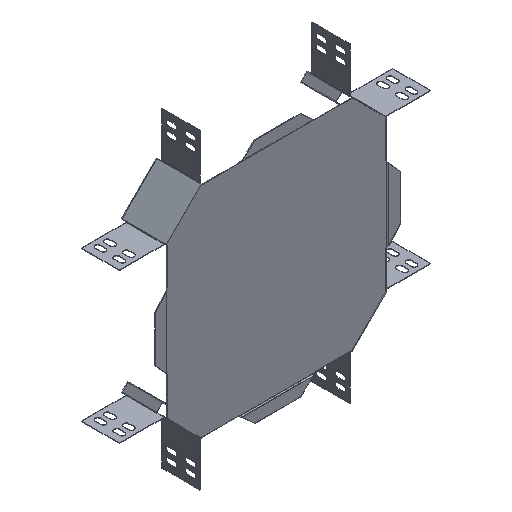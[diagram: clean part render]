
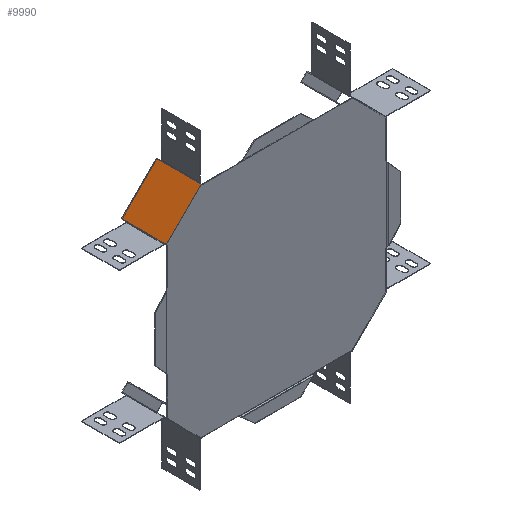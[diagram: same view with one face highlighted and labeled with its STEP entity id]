
A CAD part, isometric view. The second image highlights one B-rep face of the part: STEP entity #9990.
In plain terms, the highlighted planar face has unit normal (-0.707, 0, 0.707).
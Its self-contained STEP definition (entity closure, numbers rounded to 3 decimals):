
#8 = VECTOR ( 'NONE', #5854, 1000. ) ;
#148 = CARTESIAN_POINT ( 'NONE',  ( -145.264, 1.54, 99.302 ) ) ;
#415 = DIRECTION ( 'NONE',  ( 0., -1., 0. ) ) ;
#430 = CARTESIAN_POINT ( 'NONE',  ( -99.302, 51.54, 145.264 ) ) ;
#538 = VERTEX_POINT ( 'NONE', #6707 ) ;
#615 = ORIENTED_EDGE ( 'NONE', *, *, #1190, .F. ) ;
#833 = CARTESIAN_POINT ( 'NONE',  ( -99.302, 0., 145.264 ) ) ;
#879 = EDGE_CURVE ( 'NONE', #538, #7113, #8508, .T. ) ;
#993 = CARTESIAN_POINT ( 'NONE',  ( -99.302, 1., 145.264 ) ) ;
#1028 = DIRECTION ( 'NONE',  ( 0., 1., 0. ) ) ;
#1038 = EDGE_CURVE ( 'NONE', #3722, #5734, #4141, .T. ) ;
#1124 = EDGE_CURVE ( 'NONE', #7113, #7638, #10862, .T. ) ;
#1190 = EDGE_CURVE ( 'NONE', #8210, #3236, #10581, .T. ) ;
#1206 = EDGE_CURVE ( 'NONE', #3722, #2878, #10465, .T. ) ;
#1284 = EDGE_CURVE ( 'NONE', #5734, #6209, #10069, .T. ) ;
#1308 = EDGE_CURVE ( 'NONE', #11339, #10634, #9942, .T. ) ;
#1341 = EDGE_CURVE ( 'NONE', #11339, #2663, #9771, .T. ) ;
#1355 = EDGE_CURVE ( 'NONE', #538, #2663, #9500, .T. ) ;
#1396 = DIRECTION ( 'NONE',  ( 0., -1., 0. ) ) ;
#1443 = CARTESIAN_POINT ( 'NONE',  ( -99.302, 0., 145.264 ) ) ;
#1678 = DIRECTION ( 'NONE',  ( 0., -1., 0. ) ) ;
#1853 = CARTESIAN_POINT ( 'NONE',  ( -145.264, 1., 99.302 ) ) ;
#1965 = CARTESIAN_POINT ( 'NONE',  ( -145.264, 57., 99.302 ) ) ;
#2289 = LINE ( 'NONE', #3468, #8591 ) ;
#2617 = DIRECTION ( 'NONE',  ( 0., 1., 0. ) ) ;
#2638 = CARTESIAN_POINT ( 'NONE',  ( -145.264, 1.54, 99.302 ) ) ;
#2663 = VERTEX_POINT ( 'NONE', #10497 ) ;
#2878 = VERTEX_POINT ( 'NONE', #7612 ) ;
#2907 = DIRECTION ( 'NONE',  ( -0.707, 0., -0.707 ) ) ;
#2916 = CARTESIAN_POINT ( 'NONE',  ( -145.264, 0., 99.302 ) ) ;
#3123 = DIRECTION ( 'NONE',  ( 0., 1., 0. ) ) ;
#3236 = VERTEX_POINT ( 'NONE', #10286 ) ;
#3468 = CARTESIAN_POINT ( 'NONE',  ( -122.283, 58.7, 122.283 ) ) ;
#3491 = CARTESIAN_POINT ( 'NONE',  ( -99.302, 57., 145.264 ) ) ;
#3651 = DIRECTION ( 'NONE',  ( 0., 1., 0. ) ) ;
#3722 = VERTEX_POINT ( 'NONE', #148 ) ;
#4035 = CARTESIAN_POINT ( 'NONE',  ( -99.302, 58.7, 145.264 ) ) ;
#4141 = LINE ( 'NONE', #4285, #11276 ) ;
#4263 = DIRECTION ( 'NONE',  ( 0., -1., 0. ) ) ;
#4285 = CARTESIAN_POINT ( 'NONE',  ( -145.264, 0., 99.302 ) ) ;
#4291 = CARTESIAN_POINT ( 'NONE',  ( -145.264, -0.7, 99.302 ) ) ;
#4918 = FACE_OUTER_BOUND ( 'NONE', #5526, .T. ) ;
#4994 = LINE ( 'NONE', #11352, #7495 ) ;
#5029 = DIRECTION ( 'NONE',  ( 0.707, 0., -0.707 ) ) ;
#5526 = EDGE_LOOP ( 'NONE', ( #6098, #9537, #9489, #615, #10494, #8881, #10428, #10520, #11051, #11191, #7190, #5955 ) ) ;
#5734 = VERTEX_POINT ( 'NONE', #8961 ) ;
#5809 = CARTESIAN_POINT ( 'NONE',  ( -99.302, 0., 145.264 ) ) ;
#5854 = DIRECTION ( 'NONE',  ( 0., 1., 0. ) ) ;
#5955 = ORIENTED_EDGE ( 'NONE', *, *, #1355, .F. ) ;
#6098 = ORIENTED_EDGE ( 'NONE', *, *, #879, .T. ) ;
#6209 = VERTEX_POINT ( 'NONE', #4291 ) ;
#6707 = CARTESIAN_POINT ( 'NONE',  ( -99.302, 51.54, 145.264 ) ) ;
#7113 = VERTEX_POINT ( 'NONE', #7883 ) ;
#7165 = PLANE ( 'NONE',  #9383 ) ;
#7190 = ORIENTED_EDGE ( 'NONE', *, *, #1341, .T. ) ;
#7380 = EDGE_CURVE ( 'NONE', #8210, #2878, #4994, .T. ) ;
#7495 = VECTOR ( 'NONE', #11109, 1000. ) ;
#7612 = CARTESIAN_POINT ( 'NONE',  ( -145.264, 51.54, 99.302 ) ) ;
#7638 = VERTEX_POINT ( 'NONE', #4035 ) ;
#7883 = CARTESIAN_POINT ( 'NONE',  ( -99.302, 57., 145.264 ) ) ;
#7907 = CARTESIAN_POINT ( 'NONE',  ( -99.302, -0.7, 145.264 ) ) ;
#8210 = VERTEX_POINT ( 'NONE', #1965 ) ;
#8508 = LINE ( 'NONE', #5809, #8 ) ;
#8591 = VECTOR ( 'NONE', #10604, 1000. ) ;
#8881 = ORIENTED_EDGE ( 'NONE', *, *, #1206, .F. ) ;
#8961 = CARTESIAN_POINT ( 'NONE',  ( -145.264, 1., 99.302 ) ) ;
#9383 = AXIS2_PLACEMENT_3D ( 'NONE', #10680, #5029, #2907 ) ;
#9489 = ORIENTED_EDGE ( 'NONE', *, *, #10335, .F. ) ;
#9500 = LINE ( 'NONE', #430, #9616 ) ;
#9537 = ORIENTED_EDGE ( 'NONE', *, *, #1124, .T. ) ;
#9616 = VECTOR ( 'NONE', #415, 1000. ) ;
#9771 = LINE ( 'NONE', #833, #9787 ) ;
#9787 = VECTOR ( 'NONE', #1028, 1000. ) ;
#9931 = VECTOR ( 'NONE', #1396, 1000. ) ;
#9942 = LINE ( 'NONE', #1443, #9931 ) ;
#9990 = ADVANCED_FACE ( 'NONE', ( #4918 ), #7165, .F. ) ;
#10024 = VECTOR ( 'NONE', #10711, 1000. ) ;
#10058 = VECTOR ( 'NONE', #1678, 1000. ) ;
#10069 = LINE ( 'NONE', #1853, #10058 ) ;
#10104 = LINE ( 'NONE', #10706, #10024 ) ;
#10286 = CARTESIAN_POINT ( 'NONE',  ( -145.264, 58.7, 99.302 ) ) ;
#10335 = EDGE_CURVE ( 'NONE', #3236, #7638, #2289, .T. ) ;
#10427 = VECTOR ( 'NONE', #2617, 1000. ) ;
#10428 = ORIENTED_EDGE ( 'NONE', *, *, #1038, .T. ) ;
#10465 = LINE ( 'NONE', #2638, #10427 ) ;
#10494 = ORIENTED_EDGE ( 'NONE', *, *, #7380, .T. ) ;
#10497 = CARTESIAN_POINT ( 'NONE',  ( -99.302, 1.54, 145.264 ) ) ;
#10520 = ORIENTED_EDGE ( 'NONE', *, *, #1284, .T. ) ;
#10581 = LINE ( 'NONE', #2916, #10724 ) ;
#10604 = DIRECTION ( 'NONE',  ( 0.707, 0., 0.707 ) ) ;
#10634 = VERTEX_POINT ( 'NONE', #7907 ) ;
#10680 = CARTESIAN_POINT ( 'NONE',  ( -122.283, 0., 122.283 ) ) ;
#10706 = CARTESIAN_POINT ( 'NONE',  ( -122.283, -0.7, 122.283 ) ) ;
#10711 = DIRECTION ( 'NONE',  ( 0.707, 0., 0.707 ) ) ;
#10724 = VECTOR ( 'NONE', #3123, 1000. ) ;
#10862 = LINE ( 'NONE', #3491, #10953 ) ;
#10931 = EDGE_CURVE ( 'NONE', #6209, #10634, #10104, .T. ) ;
#10953 = VECTOR ( 'NONE', #3651, 1000. ) ;
#11051 = ORIENTED_EDGE ( 'NONE', *, *, #10931, .T. ) ;
#11109 = DIRECTION ( 'NONE',  ( 0., -1., 0. ) ) ;
#11191 = ORIENTED_EDGE ( 'NONE', *, *, #1308, .F. ) ;
#11276 = VECTOR ( 'NONE', #4263, 1000. ) ;
#11339 = VERTEX_POINT ( 'NONE', #993 ) ;
#11352 = CARTESIAN_POINT ( 'NONE',  ( -145.264, 0., 99.302 ) ) ;
